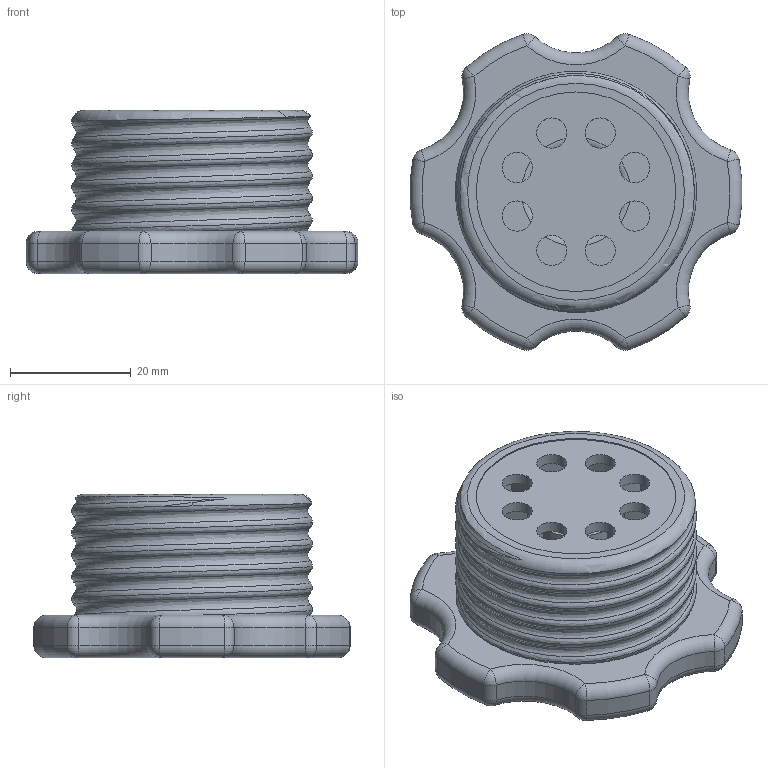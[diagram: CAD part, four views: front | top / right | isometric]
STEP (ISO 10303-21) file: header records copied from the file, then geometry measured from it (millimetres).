
FILE_DESCRIPTION(/* description */ (''),/* implementation_level */ '2;1');
FILE_NAME(/* name */ 'BalloonValve v8.step',/* time_stamp */ '2021-03-12T09:27:41+01:00',/* author */ (''),/* organization */ (''),/* preprocessor_version */ 'ST-DEVELOPER v18.1',/* originating_system */ 'Autodesk Translation Framework v9.10.0.1330',/* authorisation */ '');
FILE_SCHEMA (('AUTOMOTIVE_DESIGN { 1 0 10303 214 3 1 1 }'));
Length unit declared in the file: millimetre
Products named in the file (3): BalloonValve; Valve Body; Inlet
Assembly tree (2 placements, depth 2):
  BalloonValve
    Valve Body
    Inlet
Bounding box: 54.88 x 52.34 x 27 mm (x, y, z)
Volume: 29488.8 mm3; surface area: 13780.2 mm2
Topology: 2 solids, 2 shells, 227 faces, 591 edges, 353 vertices
Faces by surface type: cylinder 97, plane 54, torus 34, sphere 29, bspline 7, cone 6
Full cylindrical faces by diameter (mm): 5 x8, 6 x8, 14 x1, 31 x1, 33 x2, 39.046 x4
Entity records: 15176 total; most frequent: CARTESIAN_POINT 9590, ORIENTED_EDGE 1164, DIRECTION 1164, EDGE_CURVE 582, AXIS2_PLACEMENT_3D 476, VERTEX_POINT 353, EDGE_LOOP 261, CIRCLE 243
